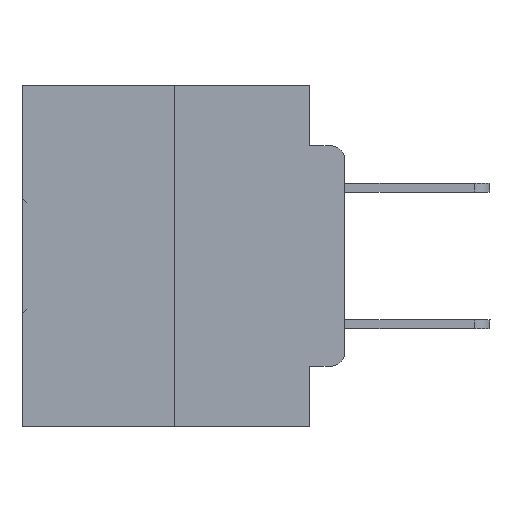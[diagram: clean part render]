
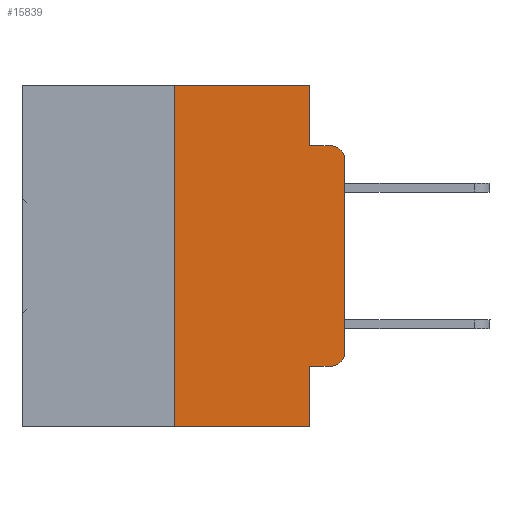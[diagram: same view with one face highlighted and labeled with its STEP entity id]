
A CAD part, left-side view. The second image highlights one B-rep face of the part: STEP entity #15839.
In plain terms, the highlighted planar face has unit normal (-1, 0, 0).
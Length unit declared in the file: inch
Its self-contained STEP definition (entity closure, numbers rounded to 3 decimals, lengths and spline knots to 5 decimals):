
#167 = DIRECTION ( 'NONE',  ( 1., 0., 0. ) ) ;
#678 = CARTESIAN_POINT ( 'NONE',  ( 0., 0.02, -0.0885 ) ) ;
#1061 = EDGE_CURVE ( 'NONE', #25401, #4152, #19621, .T. ) ;
#1203 = CARTESIAN_POINT ( 'NONE',  ( 0., 0.25, -0.5 ) ) ;
#1363 = ORIENTED_EDGE ( 'NONE', *, *, #34204, .F. ) ;
#1495 = VECTOR ( 'NONE', #2040, 39.37008 ) ;
#1787 = CARTESIAN_POINT ( 'NONE',  ( 0., 0., -0.3915 ) ) ;
#2040 = DIRECTION ( 'NONE',  ( 0., 0., -1. ) ) ;
#2259 = LINE ( 'NONE', #29998, #24028 ) ;
#2901 = CARTESIAN_POINT ( 'NONE',  ( 0., 0.25, 0. ) ) ;
#3384 = VERTEX_POINT ( 'NONE', #18170 ) ;
#3718 = CARTESIAN_POINT ( 'NONE',  ( 0., 0.051, 0. ) ) ;
#4152 = VERTEX_POINT ( 'NONE', #18995 ) ;
#4184 = AXIS2_PLACEMENT_3D ( 'NONE', #9206, #28803, #12714 ) ;
#4880 = CARTESIAN_POINT ( 'NONE',  ( 0., 0.051, 0. ) ) ;
#5294 = CARTESIAN_POINT ( 'NONE',  ( 0., 0.051, -0.0885 ) ) ;
#5406 = CIRCLE ( 'NONE', #4184, 0.02 ) ;
#6757 = ORIENTED_EDGE ( 'NONE', *, *, #14360, .F. ) ;
#7317 = DIRECTION ( 'NONE',  ( 0., 0., -1. ) ) ;
#7364 = VECTOR ( 'NONE', #13895, 39.37008 ) ;
#7556 = VERTEX_POINT ( 'NONE', #5294 ) ;
#8440 = EDGE_CURVE ( 'NONE', #32361, #7556, #11937, .T. ) ;
#9206 = CARTESIAN_POINT ( 'NONE',  ( 0., 0.02, -0.1085 ) ) ;
#9936 = LINE ( 'NONE', #28368, #33010 ) ;
#10285 = LINE ( 'NONE', #16482, #7364 ) ;
#10803 = VECTOR ( 'NONE', #25209, 39.37008 ) ;
#10903 = CARTESIAN_POINT ( 'NONE',  ( 0., 0.473, 0. ) ) ;
#11550 = DIRECTION ( 'NONE',  ( -1., 0., 0. ) ) ;
#11937 = LINE ( 'NONE', #18051, #1495 ) ;
#12289 = DIRECTION ( 'NONE',  ( 0., -1., 0. ) ) ;
#12616 = EDGE_CURVE ( 'NONE', #22171, #21514, #18393, .T. ) ;
#12714 = DIRECTION ( 'NONE',  ( 0., 0., -1. ) ) ;
#13895 = DIRECTION ( 'NONE',  ( 0., -1., 0. ) ) ;
#14360 = EDGE_CURVE ( 'NONE', #7556, #17388, #9936, .T. ) ;
#14865 = EDGE_CURVE ( 'NONE', #3384, #30594, #30878, .T. ) ;
#15839 = ADVANCED_FACE ( 'NONE', ( #24928 ), #16398, .F. ) ;
#16398 = PLANE ( 'NONE',  #33589 ) ;
#16482 = CARTESIAN_POINT ( 'NONE',  ( 0., 0.473, 0. ) ) ;
#16573 = CARTESIAN_POINT ( 'NONE',  ( 0., 0.051, -0.4115 ) ) ;
#16667 = LINE ( 'NONE', #19696, #10803 ) ;
#16712 = DIRECTION ( 'NONE',  ( 0., -1., 0. ) ) ;
#16935 = CARTESIAN_POINT ( 'NONE',  ( 0., 0.02, -0.3915 ) ) ;
#17388 = VERTEX_POINT ( 'NONE', #678 ) ;
#17521 = VECTOR ( 'NONE', #23968, 39.37008 ) ;
#17634 = ORIENTED_EDGE ( 'NONE', *, *, #8440, .F. ) ;
#18051 = CARTESIAN_POINT ( 'NONE',  ( 0., 0.051, 0. ) ) ;
#18170 = CARTESIAN_POINT ( 'NONE',  ( 0., 0.02, -0.4115 ) ) ;
#18393 = LINE ( 'NONE', #4880, #23432 ) ;
#18995 = CARTESIAN_POINT ( 'NONE',  ( 0., 0.25, 0. ) ) ;
#19240 = ORIENTED_EDGE ( 'NONE', *, *, #14865, .T. ) ;
#19621 = LINE ( 'NONE', #2901, #21711 ) ;
#19635 = DIRECTION ( 'NONE',  ( 0., 0., -1. ) ) ;
#19696 = CARTESIAN_POINT ( 'NONE',  ( 0., 0., 0. ) ) ;
#19928 = ORIENTED_EDGE ( 'NONE', *, *, #12616, .F. ) ;
#20926 = CARTESIAN_POINT ( 'NONE',  ( 0., 0.051, -0.4115 ) ) ;
#20990 = EDGE_CURVE ( 'NONE', #30594, #28707, #16667, .T. ) ;
#21514 = VERTEX_POINT ( 'NONE', #29783 ) ;
#21711 = VECTOR ( 'NONE', #32203, 39.37008 ) ;
#22171 = VERTEX_POINT ( 'NONE', #16573 ) ;
#23432 = VECTOR ( 'NONE', #7317, 39.37008 ) ;
#23772 = EDGE_CURVE ( 'NONE', #25401, #21514, #2259, .T. ) ;
#23968 = DIRECTION ( 'NONE',  ( 0., -1., 0. ) ) ;
#24028 = VECTOR ( 'NONE', #16712, 39.37008 ) ;
#24928 = FACE_OUTER_BOUND ( 'NONE', #27454, .T. ) ;
#25209 = DIRECTION ( 'NONE',  ( 0., 0., 1. ) ) ;
#25401 = VERTEX_POINT ( 'NONE', #1203 ) ;
#27454 = EDGE_LOOP ( 'NONE', ( #32301, #31273, #6757, #17634, #1363, #29876, #32930, #19928, #31554, #19240 ) ) ;
#28368 = CARTESIAN_POINT ( 'NONE',  ( 0., 0.051, -0.0885 ) ) ;
#28464 = LINE ( 'NONE', #20926, #17521 ) ;
#28707 = VERTEX_POINT ( 'NONE', #28801 ) ;
#28801 = CARTESIAN_POINT ( 'NONE',  ( 0., 0., -0.1085 ) ) ;
#28803 = DIRECTION ( 'NONE',  ( -1., 0., 0. ) ) ;
#29675 = DIRECTION ( 'NONE',  ( 0., 0., -1. ) ) ;
#29783 = CARTESIAN_POINT ( 'NONE',  ( 0., 0.051, -0.5 ) ) ;
#29876 = ORIENTED_EDGE ( 'NONE', *, *, #1061, .F. ) ;
#29998 = CARTESIAN_POINT ( 'NONE',  ( 0., 0.473, -0.5 ) ) ;
#30594 = VERTEX_POINT ( 'NONE', #1787 ) ;
#30878 = CIRCLE ( 'NONE', #31569, 0.02 ) ;
#31273 = ORIENTED_EDGE ( 'NONE', *, *, #32619, .T. ) ;
#31554 = ORIENTED_EDGE ( 'NONE', *, *, #32666, .T. ) ;
#31569 = AXIS2_PLACEMENT_3D ( 'NONE', #16935, #11550, #19635 ) ;
#32203 = DIRECTION ( 'NONE',  ( 0., 0., 1. ) ) ;
#32301 = ORIENTED_EDGE ( 'NONE', *, *, #20990, .T. ) ;
#32361 = VERTEX_POINT ( 'NONE', #3718 ) ;
#32619 = EDGE_CURVE ( 'NONE', #28707, #17388, #5406, .T. ) ;
#32666 = EDGE_CURVE ( 'NONE', #22171, #3384, #28464, .T. ) ;
#32930 = ORIENTED_EDGE ( 'NONE', *, *, #23772, .T. ) ;
#33010 = VECTOR ( 'NONE', #12289, 39.37008 ) ;
#33589 = AXIS2_PLACEMENT_3D ( 'NONE', #10903, #167, #29675 ) ;
#34204 = EDGE_CURVE ( 'NONE', #4152, #32361, #10285, .T. ) ;
